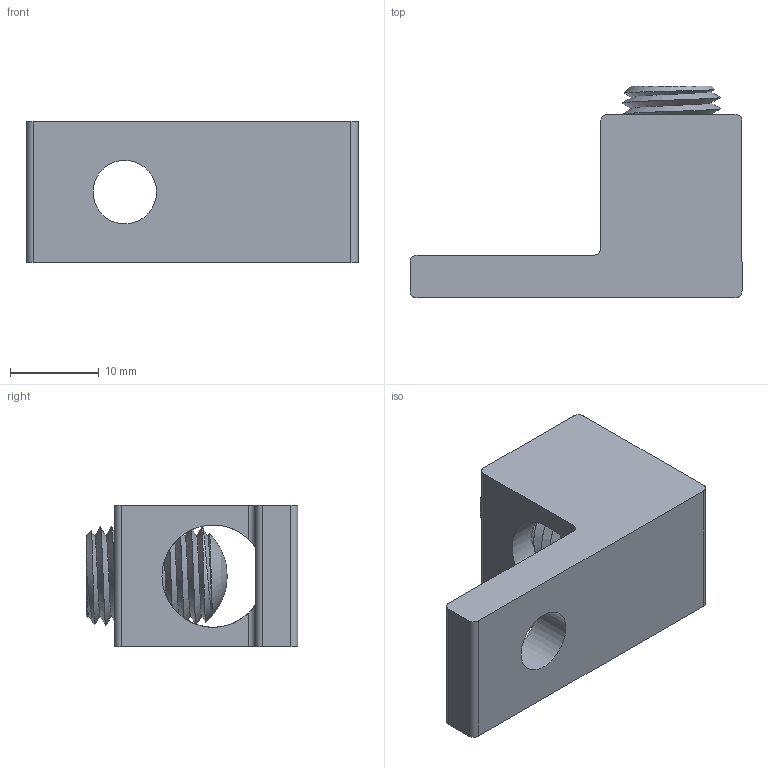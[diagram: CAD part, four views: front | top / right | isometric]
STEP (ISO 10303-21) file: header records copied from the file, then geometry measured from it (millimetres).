
FILE_DESCRIPTION(/* description */ (''),/* implementation_level */ '2;1');
FILE_NAME(/* name */ 'S2-0-HEX-M Assembly.stp',/* time_stamp */ '2016-01-28T10:52:32-05:00',/* author */ ('tsmith'),/* organization */ (''),/* preprocessor_version */ 'ST-DEVELOPER v15.6',/* originating_system */ 'Autodesk Inventor 2015',/* authorisation */ '');
FILE_SCHEMA (('AUTOMOTIVE_DESIGN { 1 0 10303 214 3 1 1 }'));
Length unit declared in the file: inch
Products named in the file (3): S2-0; 11703-M; S2-0-HEX-M Assembly
Assembly tree (2 placements, depth 2):
  S2-0-HEX-M Assembly
    S2-0
    11703-M
Bounding box: 37.31 x 23.8 x 15.88 mm (x, y, z)
Volume: 5488.7 mm3; surface area: 4210.9 mm2
Topology: 2 solids, 2 shells, 40 faces, 106 edges, 70 vertices
Faces by surface type: plane 17, cylinder 12, cone 8, bspline 2, sphere 1
Full cylindrical faces by diameter (mm): 7.137 x1, 9.728 x1, 11.506 x1
Entity records: 3407 total; most frequent: CARTESIAN_POINT 2449, DIRECTION 180, ORIENTED_EDGE 178, EDGE_CURVE 89, AXIS2_PLACEMENT_3D 70, VERTEX_POINT 62, EDGE_LOOP 55, LINE 40
